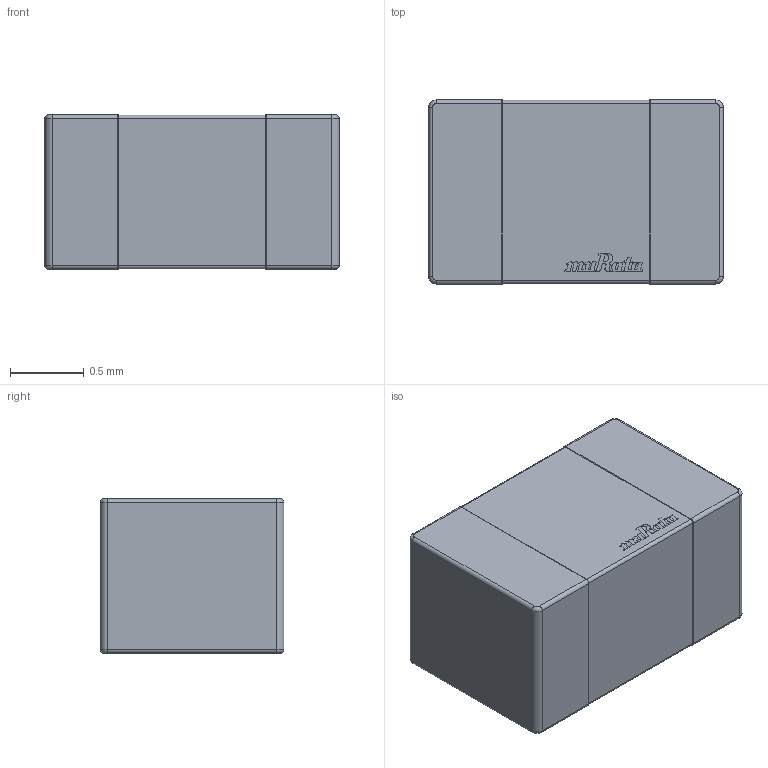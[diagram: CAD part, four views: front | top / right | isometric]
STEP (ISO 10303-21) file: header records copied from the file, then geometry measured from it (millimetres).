
FILE_DESCRIPTION(/* description */ (''),/* implementation_level */ '2;1');
FILE_NAME(/* name */ 'Noise Supressor 0805 (20125 Metric)_1.05_MH.stp',/* time_stamp */ '2020-10-04T23:44:25-04:00',/* author */ ('Julio Mora'),/* organization */ (''),/* preprocessor_version */ 'ST-DEVELOPER v18.1',/* originating_system */ 'Autodesk Inventor 2021',/* authorisation */ '');
FILE_SCHEMA (('AUTOMOTIVE_DESIGN { 1 0 10303 214 3 1 1 }'));
Length unit declared in the file: inch
Products named in the file (4): Noise Supressor  0805 (20125 Metric)_1.05_MH; Electrodes; Dielectric; Murata
Assembly tree (3 placements, depth 2):
  Noise Supressor  0805 (20125 Metric)_1.05_MH
    Electrodes
    Dielectric
    Murata
Bounding box: 2 x 1.25 x 1.05 mm (x, y, z)
Volume: 2.6 mm3; surface area: 16.8 mm2
Topology: 4 solids, 4 shells, 203 faces, 553 edges, 358 vertices
Faces by surface type: cylinder 101, plane 86, torus 8, bspline 8
Entity records: 6867 total; most frequent: CARTESIAN_POINT 1185, DIRECTION 1175, ORIENTED_EDGE 1106, EDGE_CURVE 553, AXIS2_PLACEMENT_3D 420, VERTEX_POINT 358, LINE 335, VECTOR 335
